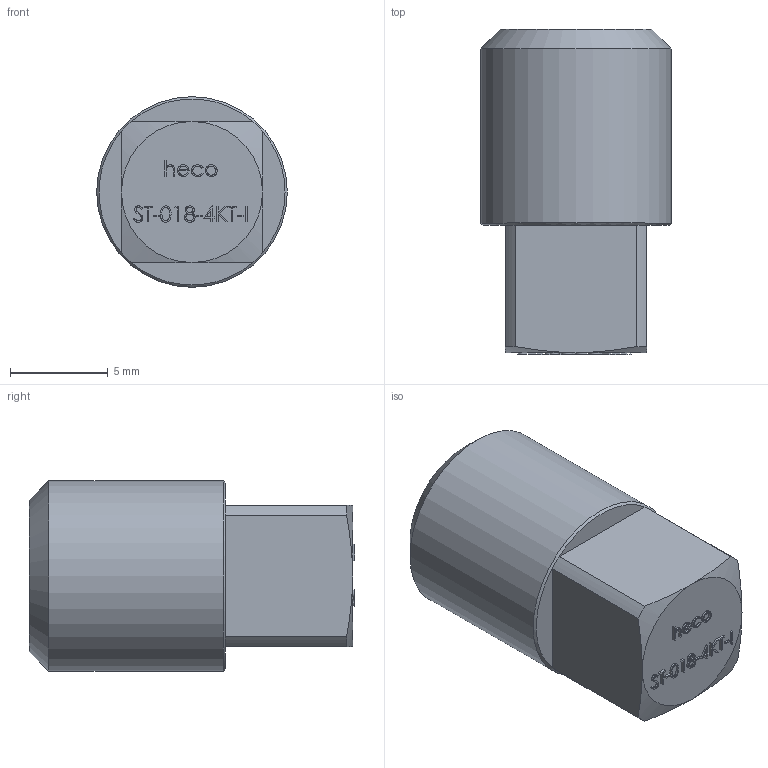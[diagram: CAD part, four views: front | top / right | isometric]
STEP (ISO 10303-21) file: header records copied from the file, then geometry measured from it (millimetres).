
FILE_DESCRIPTION (( 'STEP AP214' ), '1' );
FILE_NAME ('heco_ST-018-4KT-I.STEP', '2015-12-22T10:34:59', ( 'test' ), ( '' ), 'SwSTEP 2.0', 'SolidWorks 2011', '' );
FILE_SCHEMA (( 'AUTOMOTIVE_DESIGN' ));
Length unit declared in the file: millimetre
Products named in the file (1): heco_ST-018-4KT-I
Bounding box: 9.73 x 16.6 x 9.73 mm (x, y, z)
Volume: 1061.6 mm3; surface area: 613.8 mm2
Topology: 1 solids, 1 shells, 196 faces, 502 edges, 330 vertices
Faces by surface type: plane 109, bspline 76, cone 6, cylinder 5
Full cylindrical faces by diameter (mm): 9.728 x1
Entity records: 11979 total; most frequent: CARTESIAN_POINT 5580, ORIENTED_EDGE 996, DIRECTION 599, EDGE_CURVE 498, VERTEX_POINT 329, LINE 319, VECTOR 319, EDGE_LOOP 221
